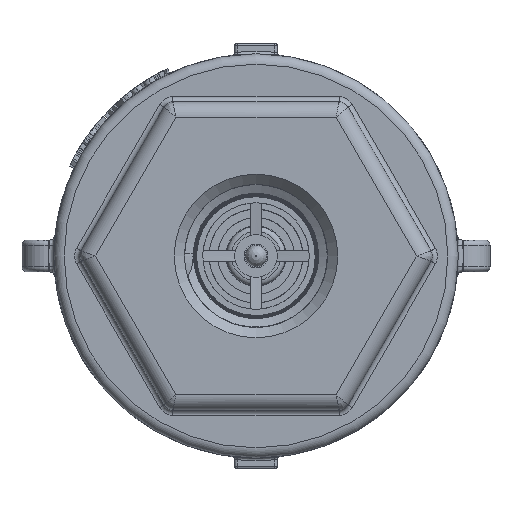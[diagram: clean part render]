
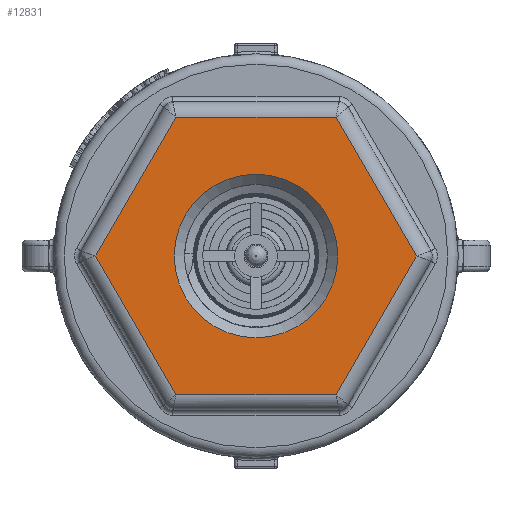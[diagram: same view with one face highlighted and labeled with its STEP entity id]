
A CAD part, left-side view. The second image highlights one B-rep face of the part: STEP entity #12831.
In plain terms, the highlighted planar face has unit normal (-1, 0, 0).
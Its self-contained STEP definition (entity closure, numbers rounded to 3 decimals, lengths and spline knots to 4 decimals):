
#265=FACE_BOUND('',#2792,.T.);
#865=CIRCLE('',#13827,0.48);
#1402=PLANE('',#13826);
#1932=FACE_OUTER_BOUND('',#2791,.T.);
#2791=EDGE_LOOP('',(#10463,#10464,#10465,#10466,#10467,#10468));
#2792=EDGE_LOOP('',(#10469));
#3680=LINE('',#44295,#4354);
#3683=LINE('',#44299,#4357);
#3685=LINE('',#44302,#4359);
#3686=LINE('',#44304,#4360);
#3687=LINE('',#44306,#4361);
#3688=LINE('',#44308,#4362);
#4354=VECTOR('',#16150,0.9411);
#4357=VECTOR('',#16155,0.9411);
#4359=VECTOR('',#16159,0.9411);
#4360=VECTOR('',#16162,0.9411);
#4361=VECTOR('',#16165,0.9411);
#4362=VECTOR('',#16168,0.9411);
#5860=VERTEX_POINT('',#44123);
#5861=VERTEX_POINT('',#44151);
#5862=VERTEX_POINT('',#44184);
#5864=VERTEX_POINT('',#44219);
#5867=VERTEX_POINT('',#44255);
#5870=VERTEX_POINT('',#44291);
#5871=VERTEX_POINT('',#44314);
#7469=EDGE_CURVE('',#5860,#5870,#3680,.T.);
#7472=EDGE_CURVE('',#5870,#5867,#3683,.T.);
#7474=EDGE_CURVE('',#5867,#5864,#3685,.T.);
#7475=EDGE_CURVE('',#5864,#5862,#3686,.T.);
#7476=EDGE_CURVE('',#5862,#5861,#3687,.T.);
#7477=EDGE_CURVE('',#5861,#5860,#3688,.T.);
#7480=EDGE_CURVE('',#5871,#5871,#865,.T.);
#10463=ORIENTED_EDGE('',*,*,#7469,.F.);
#10464=ORIENTED_EDGE('',*,*,#7477,.F.);
#10465=ORIENTED_EDGE('',*,*,#7476,.F.);
#10466=ORIENTED_EDGE('',*,*,#7475,.F.);
#10467=ORIENTED_EDGE('',*,*,#7474,.F.);
#10468=ORIENTED_EDGE('',*,*,#7472,.F.);
#10469=ORIENTED_EDGE('',*,*,#7480,.T.);
#12831=ADVANCED_FACE('',(#1932,#265),#1402,.F.);
#13826=AXIS2_PLACEMENT_3D('',#44313,#16175,#16176);
#13827=AXIS2_PLACEMENT_3D('',#44315,#16177,#16178);
#16150=DIRECTION('',(0.,0.5,-0.866));
#16155=DIRECTION('',(0.,1.,0.));
#16159=DIRECTION('',(0.,0.5,0.866));
#16162=DIRECTION('',(0.,-0.5,0.866));
#16165=DIRECTION('',(0.,-1.,0.));
#16168=DIRECTION('',(0.,-0.5,-0.866));
#16175=DIRECTION('center_axis',(1.,0.,0.));
#16176=DIRECTION('ref_axis',(0.,0.,-1.));
#16177=DIRECTION('center_axis',(1.,0.,0.));
#16178=DIRECTION('ref_axis',(0.,1.,0.));
#44123=CARTESIAN_POINT('',(-1.125,-0.9411,0.));
#44151=CARTESIAN_POINT('',(-1.125,-0.4705,0.815));
#44184=CARTESIAN_POINT('',(-1.125,0.4705,0.815));
#44219=CARTESIAN_POINT('',(-1.125,0.9411,0.));
#44255=CARTESIAN_POINT('',(-1.125,0.4705,-0.815));
#44291=CARTESIAN_POINT('',(-1.125,-0.4705,-0.815));
#44295=CARTESIAN_POINT('',(-1.125,-0.8364,-0.1813));
#44299=CARTESIAN_POINT('',(-1.125,-0.2613,-0.815));
#44302=CARTESIAN_POINT('',(-1.125,0.5752,-0.6338));
#44304=CARTESIAN_POINT('',(-1.125,0.8364,0.1813));
#44306=CARTESIAN_POINT('',(-1.125,0.2613,0.815));
#44308=CARTESIAN_POINT('',(-1.125,-0.5752,0.6338));
#44313=CARTESIAN_POINT('Origin',(-1.125,0.,0.));
#44314=CARTESIAN_POINT('',(-1.125,0.48,0.));
#44315=CARTESIAN_POINT('Origin',(-1.125,0.,0.));
